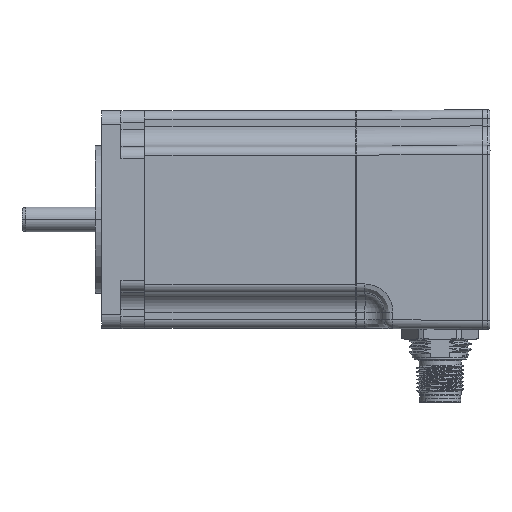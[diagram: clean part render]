
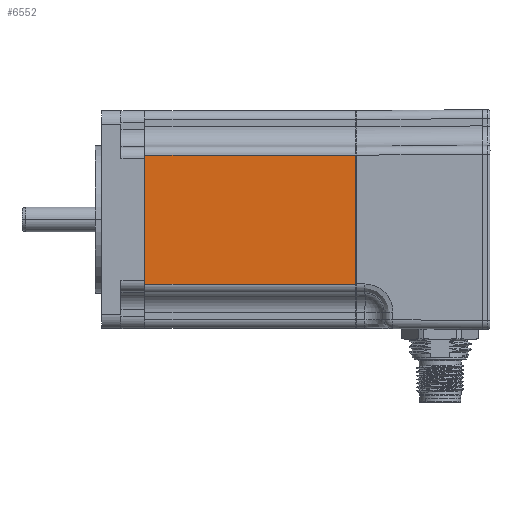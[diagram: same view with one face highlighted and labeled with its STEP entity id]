
A CAD part, left-side view. The second image highlights one B-rep face of the part: STEP entity #6552.
In plain terms, the highlighted planar face has unit normal (-1, 0, 0).
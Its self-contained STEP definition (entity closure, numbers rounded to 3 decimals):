
#84=DIRECTION('',(0.,0.,1.));
#85=VECTOR('',#84,33.4);
#86=CARTESIAN_POINT('',(-28.1,-22.05,-16.7));
#87=LINE('',#86,#85);
#2697=DIRECTION('',(0.,-1.,0.));
#2698=VECTOR('',#2697,54.55);
#2699=CARTESIAN_POINT('',(-28.1,32.5,-16.7));
#2700=LINE('',#2699,#2698);
#2701=DIRECTION('',(0.,0.,1.));
#2702=VECTOR('',#2701,33.4);
#2703=CARTESIAN_POINT('',(-28.1,32.5,-16.7));
#2704=LINE('',#2703,#2702);
#2709=DIRECTION('',(0.,1.,0.));
#2710=VECTOR('',#2709,54.55);
#2711=CARTESIAN_POINT('',(-28.1,-22.05,16.7));
#2712=LINE('',#2711,#2710);
#3909=CARTESIAN_POINT('',(-28.1,-22.05,-16.7));
#3910=VERTEX_POINT('',#3909);
#3911=CARTESIAN_POINT('',(-28.1,-22.05,16.7));
#3912=VERTEX_POINT('',#3911);
#4465=CARTESIAN_POINT('',(-28.1,32.5,16.7));
#4466=VERTEX_POINT('',#4465);
#4467=CARTESIAN_POINT('',(-28.1,32.5,-16.7));
#4468=VERTEX_POINT('',#4467);
#6540=CARTESIAN_POINT('',(-28.1,0.,-28.1));
#6541=DIRECTION('',(-1.,0.,0.));
#6542=DIRECTION('',(0.,0.,1.));
#6543=AXIS2_PLACEMENT_3D('',#6540,#6541,#6542);
#6544=PLANE('',#6543);
#6545=ORIENTED_EDGE('',*,*,#6535,.F.);
#6546=ORIENTED_EDGE('',*,*,#5691,.T.);
#6548=ORIENTED_EDGE('',*,*,#6547,.F.);
#6549=ORIENTED_EDGE('',*,*,#5098,.F.);
#6550=EDGE_LOOP('',(#6545,#6546,#6548,#6549));
#6551=FACE_OUTER_BOUND('',#6550,.F.);
#6552=ADVANCED_FACE('',(#6551),#6544,.T.);
#5098=EDGE_CURVE('',#3910,#3912,#87,.T.);
#5691=EDGE_CURVE('',#4468,#4466,#2704,.T.);
#6535=EDGE_CURVE('',#4468,#3910,#2700,.T.);
#6547=EDGE_CURVE('',#3912,#4466,#2712,.T.);
